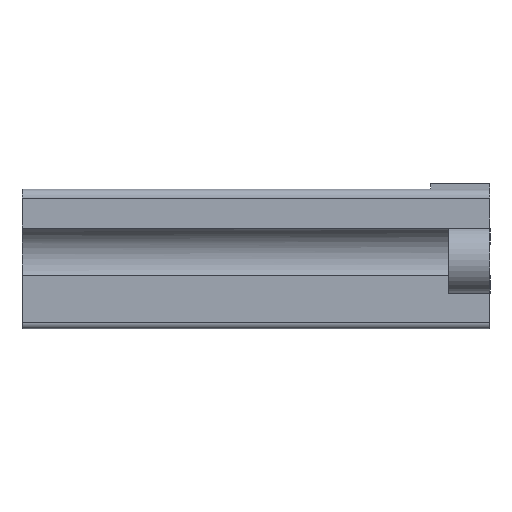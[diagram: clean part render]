
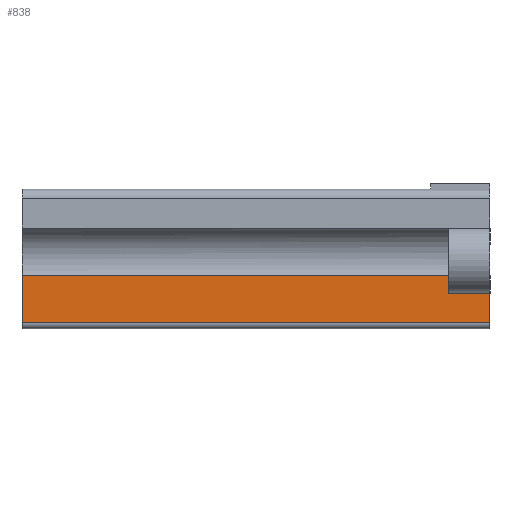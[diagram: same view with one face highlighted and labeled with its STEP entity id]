
A CAD part, left-side view. The second image highlights one B-rep face of the part: STEP entity #838.
In plain terms, the highlighted planar face has unit normal (-1, 0, 0).
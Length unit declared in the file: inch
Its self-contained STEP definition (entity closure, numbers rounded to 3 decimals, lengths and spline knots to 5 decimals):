
#32=FACE_OUTER_BOUND('',#77,.T.);
#77=EDGE_LOOP('',(#563,#564,#565,#566,#567,#568));
#120=LINE('',#1204,#220);
#124=LINE('',#1221,#224);
#125=LINE('',#1223,#225);
#126=LINE('',#1225,#226);
#127=LINE('',#1227,#227);
#128=LINE('',#1228,#228);
#220=VECTOR('',#968,0.3937);
#224=VECTOR('',#984,0.3937);
#225=VECTOR('',#985,0.3937);
#226=VECTOR('',#986,0.3937);
#227=VECTOR('',#987,0.3937);
#228=VECTOR('',#988,0.3937);
#346=VERTEX_POINT('',#1201);
#347=VERTEX_POINT('',#1203);
#354=VERTEX_POINT('',#1220);
#355=VERTEX_POINT('',#1222);
#356=VERTEX_POINT('',#1224);
#357=VERTEX_POINT('',#1226);
#430=EDGE_CURVE('',#347,#346,#120,.T.);
#438=EDGE_CURVE('',#354,#347,#124,.T.);
#439=EDGE_CURVE('',#346,#355,#125,.T.);
#440=EDGE_CURVE('',#355,#356,#126,.T.);
#441=EDGE_CURVE('',#357,#356,#127,.T.);
#442=EDGE_CURVE('',#354,#357,#128,.T.);
#563=ORIENTED_EDGE('',*,*,#438,.T.);
#564=ORIENTED_EDGE('',*,*,#430,.T.);
#565=ORIENTED_EDGE('',*,*,#439,.T.);
#566=ORIENTED_EDGE('',*,*,#440,.T.);
#567=ORIENTED_EDGE('',*,*,#441,.F.);
#568=ORIENTED_EDGE('',*,*,#442,.F.);
#805=PLANE('',#901);
#838=ADVANCED_FACE('',(#32),#805,.T.);
#901=AXIS2_PLACEMENT_3D('',#1219,#982,#983);
#968=DIRECTION('',(0.,0.,1.));
#982=DIRECTION('center_axis',(-1.,0.,0.));
#983=DIRECTION('ref_axis',(0.,0.,1.));
#984=DIRECTION('',(0.,1.,0.));
#985=DIRECTION('',(0.,1.,0.));
#986=DIRECTION('',(0.,0.,-1.));
#987=DIRECTION('',(0.,1.,0.));
#988=DIRECTION('',(0.,0.,-1.));
#1201=CARTESIAN_POINT('',(-0.23622,6.85,-0.14153));
#1203=CARTESIAN_POINT('',(-0.23622,6.85,-0.28945));
#1204=CARTESIAN_POINT('',(-0.23622,6.85,0.10828));
#1219=CARTESIAN_POINT('Origin',(-0.23622,0.,0.));
#1220=CARTESIAN_POINT('',(-0.23622,6.5,-0.28945));
#1221=CARTESIAN_POINT('',(-0.23622,3.35,-0.28945));
#1222=CARTESIAN_POINT('',(-0.23622,10.46545,-0.14153));
#1223=CARTESIAN_POINT('',(-0.23622,6.7,-0.14153));
#1224=CARTESIAN_POINT('',(-0.23622,10.46545,-0.54022));
#1225=CARTESIAN_POINT('',(-0.23622,10.46545,0.17766));
#1226=CARTESIAN_POINT('',(-0.23622,6.5,-0.54022));
#1227=CARTESIAN_POINT('',(-0.23622,10.46545,-0.54022));
#1228=CARTESIAN_POINT('',(-0.23622,6.5,-0.29511));
